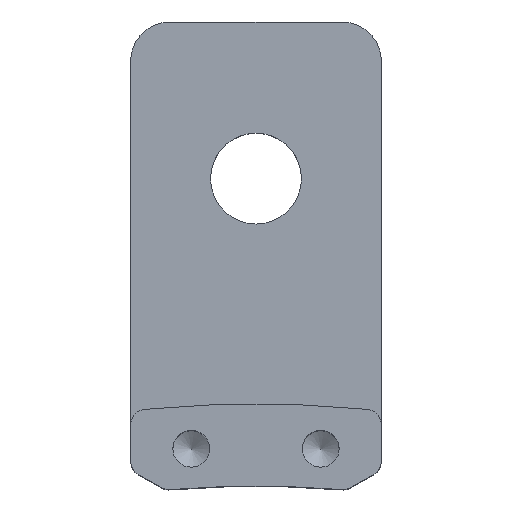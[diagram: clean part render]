
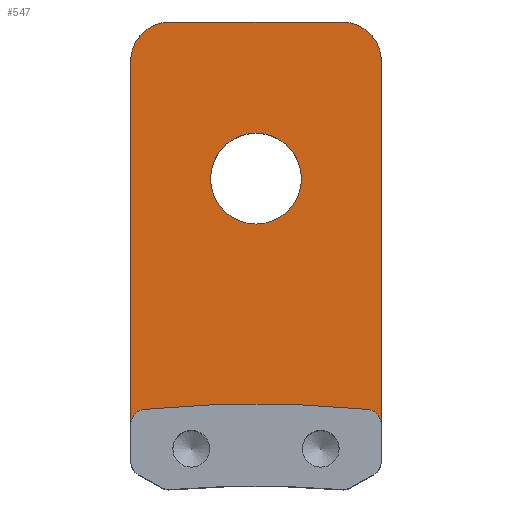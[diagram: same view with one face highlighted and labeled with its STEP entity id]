
A CAD part, top view. The second image highlights one B-rep face of the part: STEP entity #547.
In plain terms, the highlighted planar face has unit normal (0, 0, 1).
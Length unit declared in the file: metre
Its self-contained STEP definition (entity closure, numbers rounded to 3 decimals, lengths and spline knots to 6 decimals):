
#35=CIRCLE('',#604,0.035814);
#45=CIRCLE('',#621,0.001473);
#46=CIRCLE('',#622,0.00127);
#47=CIRCLE('',#623,0.00127);
#48=CIRCLE('',#624,0.000508);
#49=CIRCLE('',#625,0.000508);
#144=ORIENTED_EDGE('',*,*,#286,.F.);
#145=ORIENTED_EDGE('',*,*,#237,.F.);
#146=ORIENTED_EDGE('',*,*,#287,.T.);
#147=ORIENTED_EDGE('',*,*,#272,.F.);
#148=ORIENTED_EDGE('',*,*,#288,.T.);
#149=ORIENTED_EDGE('',*,*,#223,.T.);
#150=ORIENTED_EDGE('',*,*,#289,.T.);
#151=ORIENTED_EDGE('',*,*,#268,.F.);
#152=ORIENTED_EDGE('',*,*,#290,.T.);
#223=EDGE_CURVE('',#301,#302,#357,.T.);
#237=EDGE_CURVE('',#315,#316,#369,.T.);
#268=EDGE_CURVE('',#339,#340,#35,.T.);
#272=EDGE_CURVE('',#345,#346,#384,.T.);
#286=EDGE_CURVE('',#356,#356,#45,.F.);
#287=EDGE_CURVE('',#315,#346,#46,.F.);
#288=EDGE_CURVE('',#345,#301,#47,.F.);
#289=EDGE_CURVE('',#302,#340,#48,.T.);
#290=EDGE_CURVE('',#339,#316,#49,.T.);
#301=VERTEX_POINT('',#823);
#302=VERTEX_POINT('',#824);
#315=VERTEX_POINT('',#852);
#316=VERTEX_POINT('',#854);
#339=VERTEX_POINT('',#910);
#340=VERTEX_POINT('',#912);
#345=VERTEX_POINT('',#926);
#346=VERTEX_POINT('',#927);
#356=VERTEX_POINT('',#953);
#357=LINE('',#822,#401);
#369=LINE('',#853,#413);
#384=LINE('',#925,#428);
#401=VECTOR('',#648,1.);
#413=VECTOR('',#668,1.);
#428=VECTOR('',#739,1.);
#462=EDGE_LOOP('',(#144));
#463=EDGE_LOOP('',(#145,#146,#147,#148,#149,#150,#151,#152));
#502=FACE_BOUND('',#462,.T.);
#503=FACE_BOUND('',#463,.T.);
#529=PLANE('',#620);
#547=ADVANCED_FACE('',(#502,#503),#529,.F.);
#604=AXIS2_PLACEMENT_3D('',#911,#722,#723);
#620=AXIS2_PLACEMENT_3D('',#951,#762,#763);
#621=AXIS2_PLACEMENT_3D('',#952,#764,#765);
#622=AXIS2_PLACEMENT_3D('',#954,#766,#767);
#623=AXIS2_PLACEMENT_3D('',#955,#768,#769);
#624=AXIS2_PLACEMENT_3D('',#956,#770,#771);
#625=AXIS2_PLACEMENT_3D('',#957,#772,#773);
#648=DIRECTION('',(0.,-1.,0.));
#668=DIRECTION('',(0.,-1.,0.));
#722=DIRECTION('',(0.,0.,1.));
#723=DIRECTION('',(1.,0.,0.));
#739=DIRECTION('',(1.,0.,0.));
#762=DIRECTION('',(0.,0.,-1.));
#763=DIRECTION('',(1.,0.,0.));
#764=DIRECTION('',(0.,0.,-1.));
#765=DIRECTION('',(-1.,0.,0.));
#766=DIRECTION('',(0.,0.,-1.));
#767=DIRECTION('',(-1.,0.,0.));
#768=DIRECTION('',(0.,0.,-1.));
#769=DIRECTION('',(-1.,0.,0.));
#770=DIRECTION('',(0.,0.,-1.));
#771=DIRECTION('',(-1.,0.,0.));
#772=DIRECTION('',(0.,0.,-1.));
#773=DIRECTION('',(-1.,0.,0.));
#822=CARTESIAN_POINT('',(-0.004064,0.03424,-0.037084));
#823=CARTESIAN_POINT('',(-0.004064,0.04699,-0.037084));
#824=CARTESIAN_POINT('',(-0.004064,0.035126,-0.037084));
#852=CARTESIAN_POINT('',(0.004064,0.04699,-0.037084));
#853=CARTESIAN_POINT('',(0.004064,0.03424,-0.037084));
#854=CARTESIAN_POINT('',(0.004064,0.035126,-0.037084));
#910=CARTESIAN_POINT('',(0.003607,0.035632,-0.037084));
#911=CARTESIAN_POINT('',(0.,0.,-0.037084));
#912=CARTESIAN_POINT('',(-0.003607,0.035632,-0.037084));
#925=CARTESIAN_POINT('',(0.,0.04826,-0.037084));
#926=CARTESIAN_POINT('',(-0.002794,0.04826,-0.037084));
#927=CARTESIAN_POINT('',(0.002794,0.04826,-0.037084));
#951=CARTESIAN_POINT('',(0.,0.040578,-0.037084));
#952=CARTESIAN_POINT('',(0.,0.04318,-0.037084));
#953=CARTESIAN_POINT('',(-0.001473,0.04318,-0.037084));
#954=CARTESIAN_POINT('',(0.002794,0.04699,-0.037084));
#955=CARTESIAN_POINT('',(-0.002794,0.04699,-0.037084));
#956=CARTESIAN_POINT('',(-0.003556,0.035126,-0.037084));
#957=CARTESIAN_POINT('',(0.003556,0.035126,-0.037084));
